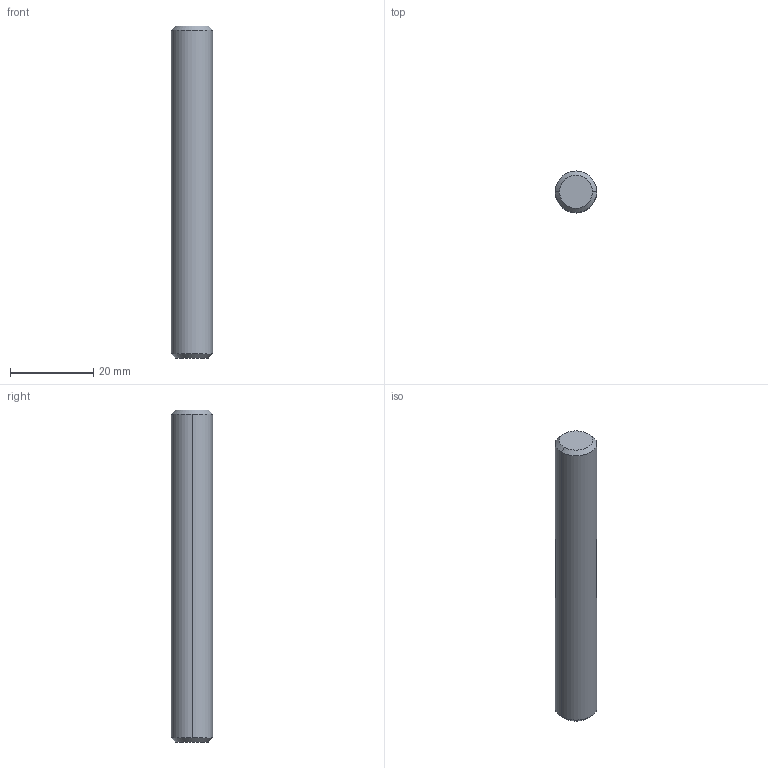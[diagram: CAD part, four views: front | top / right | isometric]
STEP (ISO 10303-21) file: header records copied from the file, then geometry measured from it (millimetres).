
FILE_DESCRIPTION(('produced by SPATIAL CORP'),'2;1');
FILE_NAME( 'BOLZEN.hh.sat.stp','2002-04-19T11:16:31+00:00',('SPATIAL CORP'),('SPATIAL CORP'), 'ACIS STEP Husk','http://www.spatial.com','SPATIAL CORP');
FILE_SCHEMA(('CONFIG_CONTROL_DESIGN'));
Length unit declared in the file: millimetre
Products named in the file (1): PRODUCT_ID_1
Bounding box: 10 x 10 x 80 mm (x, y, z)
Volume: 6253.9 mm3; surface area: 2630.9 mm2
Topology: 1 solids, 1 shells, 8 faces, 14 edges, 8 vertices
Faces by surface type: cone 4, plane 2, cylinder 2
Entity records: 244 total; most frequent: ORIENTED_EDGE 28, DIRECTION 24, CARTESIAN_POINT 23, EDGE_CURVE 14, AXIS2_PLACEMENT_3D 9, VERTEX_POINT 8, EDGE_LOOP 8, FACE_BOUND 8
